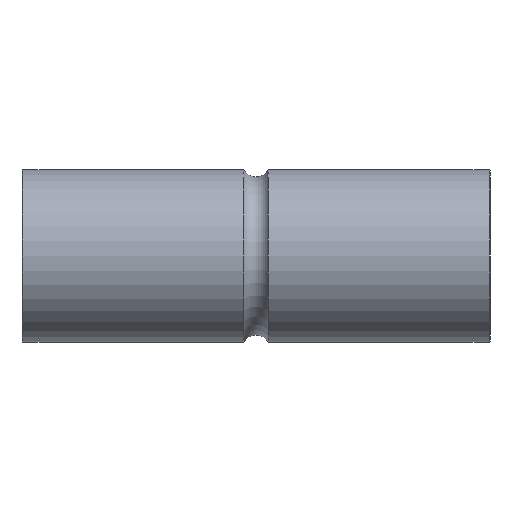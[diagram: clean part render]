
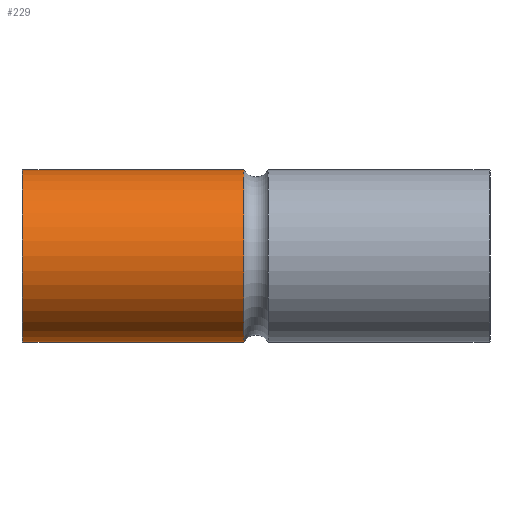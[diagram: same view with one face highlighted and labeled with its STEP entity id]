
A CAD part, front view. The second image highlights one B-rep face of the part: STEP entity #229.
In plain terms, the highlighted cylindrical face has radius 9.2 mm (diameter 18.4 mm), a full revolution.
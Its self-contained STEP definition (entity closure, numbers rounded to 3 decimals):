
#26 = CIRCLE ( 'NONE', #100, 9.2 ) ;
#30 = EDGE_CURVE ( 'NONE', #172, #172, #26, .T. ) ;
#35 = DIRECTION ( 'NONE',  ( 0., 0., 1. ) ) ;
#60 = DIRECTION ( 'NONE',  ( -1., 0., 0. ) ) ;
#65 = CARTESIAN_POINT ( 'NONE',  ( -1.299, 0., 9.2 ) ) ;
#85 = CARTESIAN_POINT ( 'NONE',  ( -24.9, 0., 0. ) ) ;
#91 = VERTEX_POINT ( 'NONE', #275 ) ;
#97 = CIRCLE ( 'NONE', #200, 9.2 ) ;
#100 = AXIS2_PLACEMENT_3D ( 'NONE', #284, #141, #244 ) ;
#106 = EDGE_LOOP ( 'NONE', ( #122 ) ) ;
#108 = DIRECTION ( 'NONE',  ( 0., 0., -1. ) ) ;
#122 = ORIENTED_EDGE ( 'NONE', *, *, #30, .T. ) ;
#123 = AXIS2_PLACEMENT_3D ( 'NONE', #126, #60, #35 ) ;
#126 = CARTESIAN_POINT ( 'NONE',  ( -25., 0., 0. ) ) ;
#127 = DIRECTION ( 'NONE',  ( 1., 0., 0. ) ) ;
#141 = DIRECTION ( 'NONE',  ( -1., 0., 0. ) ) ;
#150 = ORIENTED_EDGE ( 'NONE', *, *, #238, .T. ) ;
#168 = FACE_OUTER_BOUND ( 'NONE', #106, .T. ) ;
#172 = VERTEX_POINT ( 'NONE', #65 ) ;
#200 = AXIS2_PLACEMENT_3D ( 'NONE', #85, #127, #108 ) ;
#211 = EDGE_LOOP ( 'NONE', ( #150 ) ) ;
#229 = ADVANCED_FACE ( 'NONE', ( #264, #168 ), #236, .T. ) ;
#236 = CYLINDRICAL_SURFACE ( 'NONE', #123, 9.2 ) ;
#238 = EDGE_CURVE ( 'NONE', #91, #91, #97, .T. ) ;
#244 = DIRECTION ( 'NONE',  ( 0., 0., 1. ) ) ;
#264 = FACE_OUTER_BOUND ( 'NONE', #211, .T. ) ;
#275 = CARTESIAN_POINT ( 'NONE',  ( -24.9, 0., -9.2 ) ) ;
#284 = CARTESIAN_POINT ( 'NONE',  ( -1.299, 0., 0. ) ) ;
